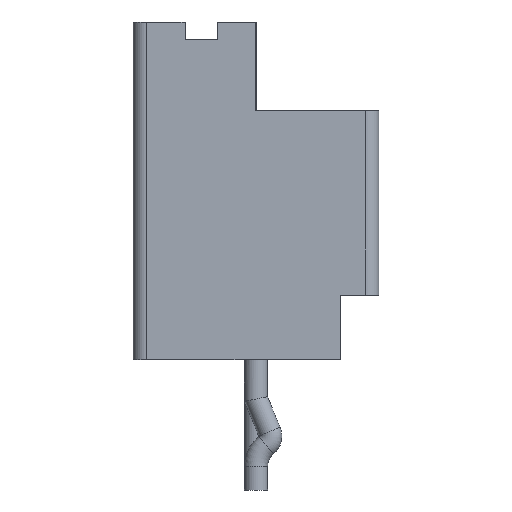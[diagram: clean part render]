
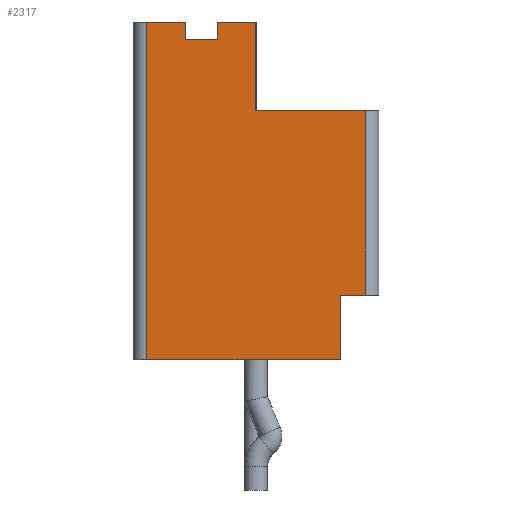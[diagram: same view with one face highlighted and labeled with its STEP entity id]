
A CAD part, left-side view. The second image highlights one B-rep face of the part: STEP entity #2317.
In plain terms, the highlighted planar face has unit normal (-1, 0, 0).
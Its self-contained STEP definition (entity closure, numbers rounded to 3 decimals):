
#72 = VERTEX_POINT('',#73);
#73 = CARTESIAN_POINT('',(-5.,0.,8.8));
#79 = EDGE_CURVE('',#80,#72,#82,.T.);
#80 = VERTEX_POINT('',#81);
#81 = CARTESIAN_POINT('',(-5.,1.,8.8));
#82 = LINE('',#83,#84);
#83 = CARTESIAN_POINT('',(-5.,1.,8.8));
#84 = VECTOR('',#85,1.);
#85 = DIRECTION('',(0.,-1.,0.));
#104 = VERTEX_POINT('',#105);
#105 = CARTESIAN_POINT('',(-5.,2.85,8.8));
#145 = VERTEX_POINT('',#146);
#146 = CARTESIAN_POINT('',(-5.,1.85,8.8));
#152 = EDGE_CURVE('',#104,#145,#153,.T.);
#153 = LINE('',#154,#155);
#154 = CARTESIAN_POINT('',(-5.,2.85,8.8));
#155 = VECTOR('',#156,1.);
#156 = DIRECTION('',(0.,-1.,0.));
#281 = VERTEX_POINT('',#282);
#282 = CARTESIAN_POINT('',(-5.,0.,6.49));
#288 = EDGE_CURVE('',#72,#281,#289,.T.);
#289 = LINE('',#290,#291);
#290 = CARTESIAN_POINT('',(-5.,0.,8.8));
#291 = VECTOR('',#292,1.);
#292 = DIRECTION('',(0.,0.,-1.));
#1418 = VERTEX_POINT('',#1419);
#1419 = CARTESIAN_POINT('',(-5.,-2.85,6.49));
#1428 = EDGE_CURVE('',#1418,#281,#1429,.T.);
#1429 = LINE('',#1430,#1431);
#1430 = CARTESIAN_POINT('',(-5.,-2.85,6.49));
#1431 = VECTOR('',#1432,1.);
#1432 = DIRECTION('',(0.,1.,0.));
#1555 = EDGE_CURVE('',#1418,#1556,#1558,.T.);
#1556 = VERTEX_POINT('',#1557);
#1557 = CARTESIAN_POINT('',(-5.,-2.85,1.68));
#1558 = LINE('',#1559,#1560);
#1559 = CARTESIAN_POINT('',(-5.,-2.85,6.49));
#1560 = VECTOR('',#1561,1.);
#1561 = DIRECTION('',(0.,0.,-1.));
#1596 = VERTEX_POINT('',#1597);
#1597 = CARTESIAN_POINT('',(-5.,-2.2,1.68));
#1603 = EDGE_CURVE('',#1556,#1596,#1604,.T.);
#1604 = LINE('',#1605,#1606);
#1605 = CARTESIAN_POINT('',(-5.,-2.85,1.68));
#1606 = VECTOR('',#1607,1.);
#1607 = DIRECTION('',(0.,1.,0.));
#1767 = VERTEX_POINT('',#1768);
#1768 = CARTESIAN_POINT('',(-5.,-2.2,0.));
#1774 = EDGE_CURVE('',#1767,#1596,#1775,.T.);
#1775 = LINE('',#1776,#1777);
#1776 = CARTESIAN_POINT('',(-5.,-2.2,0.));
#1777 = VECTOR('',#1778,1.);
#1778 = DIRECTION('',(0.,0.,1.));
#2041 = EDGE_CURVE('',#80,#2042,#2044,.T.);
#2042 = VERTEX_POINT('',#2043);
#2043 = CARTESIAN_POINT('',(-5.,1.,8.35));
#2044 = LINE('',#2045,#2046);
#2045 = CARTESIAN_POINT('',(-5.,1.,8.8));
#2046 = VECTOR('',#2047,1.);
#2047 = DIRECTION('',(0.,0.,-1.));
#2204 = VERTEX_POINT('',#2205);
#2205 = CARTESIAN_POINT('',(-5.,1.85,8.35));
#2211 = EDGE_CURVE('',#145,#2204,#2212,.T.);
#2212 = LINE('',#2213,#2214);
#2213 = CARTESIAN_POINT('',(-5.,1.85,8.8));
#2214 = VECTOR('',#2215,1.);
#2215 = DIRECTION('',(0.,0.,-1.));
#2289 = EDGE_CURVE('',#2204,#2042,#2290,.T.);
#2290 = LINE('',#2291,#2292);
#2291 = CARTESIAN_POINT('',(-5.,1.85,8.35));
#2292 = VECTOR('',#2293,1.);
#2293 = DIRECTION('',(0.,-1.,0.));
#2317 = ADVANCED_FACE('',(#2318),#2344,.T.);
#2318 = FACE_BOUND('',#2319,.F.);
#2319 = EDGE_LOOP('',(#2320,#2328,#2329,#2330,#2331,#2332,#2333,#2334,
    #2335,#2336,#2337,#2338));
#2320 = ORIENTED_EDGE('',*,*,#2321,.F.);
#2321 = EDGE_CURVE('',#104,#2322,#2324,.T.);
#2322 = VERTEX_POINT('',#2323);
#2323 = CARTESIAN_POINT('',(-5.,2.85,0.));
#2324 = LINE('',#2325,#2326);
#2325 = CARTESIAN_POINT('',(-5.,2.85,8.8));
#2326 = VECTOR('',#2327,1.);
#2327 = DIRECTION('',(0.,0.,-1.));
#2328 = ORIENTED_EDGE('',*,*,#152,.T.);
#2329 = ORIENTED_EDGE('',*,*,#2211,.T.);
#2330 = ORIENTED_EDGE('',*,*,#2289,.T.);
#2331 = ORIENTED_EDGE('',*,*,#2041,.F.);
#2332 = ORIENTED_EDGE('',*,*,#79,.T.);
#2333 = ORIENTED_EDGE('',*,*,#288,.T.);
#2334 = ORIENTED_EDGE('',*,*,#1428,.F.);
#2335 = ORIENTED_EDGE('',*,*,#1555,.T.);
#2336 = ORIENTED_EDGE('',*,*,#1603,.T.);
#2337 = ORIENTED_EDGE('',*,*,#1774,.F.);
#2338 = ORIENTED_EDGE('',*,*,#2339,.F.);
#2339 = EDGE_CURVE('',#2322,#1767,#2340,.T.);
#2340 = LINE('',#2341,#2342);
#2341 = CARTESIAN_POINT('',(-5.,2.85,0.));
#2342 = VECTOR('',#2343,1.);
#2343 = DIRECTION('',(0.,-1.,0.));
#2344 = PLANE('',#2345);
#2345 = AXIS2_PLACEMENT_3D('',#2346,#2347,#2348);
#2346 = CARTESIAN_POINT('',(-5.,3.2,8.8));
#2347 = DIRECTION('',(-1.,0.,0.));
#2348 = DIRECTION('',(0.,-1.,0.));
